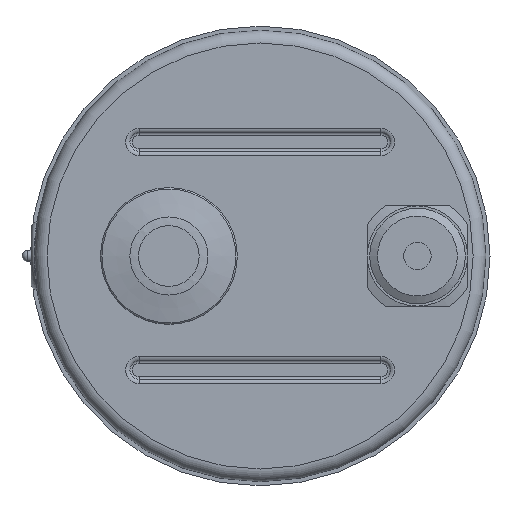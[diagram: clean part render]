
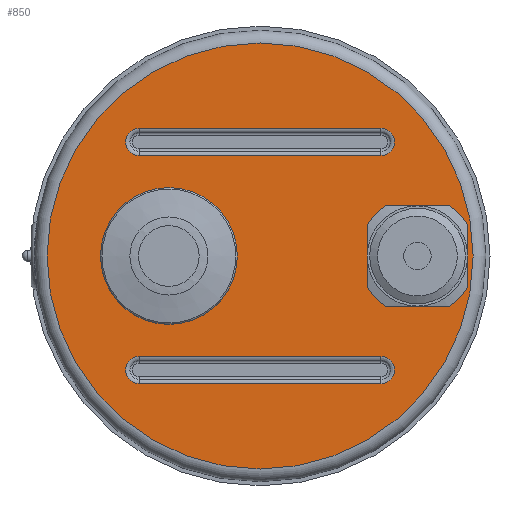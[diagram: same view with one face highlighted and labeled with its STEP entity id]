
A CAD part, front view. The second image highlights one B-rep face of the part: STEP entity #850.
In plain terms, the highlighted planar face has unit normal (0, -1, 0).
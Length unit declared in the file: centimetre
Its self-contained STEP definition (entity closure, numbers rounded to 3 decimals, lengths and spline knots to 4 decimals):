
#53=LINE('',#1337,#77);
#54=LINE('',#1340,#78);
#55=LINE('',#1343,#79);
#56=LINE('',#1347,#80);
#57=LINE('',#1353,#81);
#58=LINE('',#1357,#82);
#59=LINE('',#1361,#83);
#60=LINE('',#1365,#84);
#77=VECTOR('',#1057,5.3);
#78=VECTOR('',#1060,5.3);
#79=VECTOR('',#1061,5.3);
#80=VECTOR('',#1064,5.3);
#81=VECTOR('',#1069,1.3856);
#82=VECTOR('',#1072,1.3856);
#83=VECTOR('',#1075,1.3856);
#84=VECTOR('',#1078,1.3856);
#102=FACE_BOUND('',#215,.T.);
#103=FACE_BOUND('',#216,.T.);
#104=FACE_BOUND('',#217,.T.);
#105=FACE_BOUND('',#218,.T.);
#152=FACE_OUTER_BOUND('',#214,.T.);
#214=EDGE_LOOP('',(#558));
#215=EDGE_LOOP('',(#559,#560,#561,#562));
#216=EDGE_LOOP('',(#563,#564,#565,#566));
#217=EDGE_LOOP('',(#567));
#218=EDGE_LOOP('',(#568,#569,#570,#571,#572,#573,#574,#575));
#303=CIRCLE('',#917,4.67);
#304=CIRCLE('',#918,0.2973);
#305=CIRCLE('',#919,0.2973);
#306=CIRCLE('',#920,0.2973);
#307=CIRCLE('',#921,0.2973);
#308=CIRCLE('',#922,1.5);
#309=CIRCLE('',#923,1.3);
#310=CIRCLE('',#924,1.3);
#311=CIRCLE('',#925,1.3);
#312=CIRCLE('',#926,1.3);
#373=VERTEX_POINT('',#1331);
#374=VERTEX_POINT('',#1333);
#375=VERTEX_POINT('',#1334);
#376=VERTEX_POINT('',#1336);
#377=VERTEX_POINT('',#1338);
#378=VERTEX_POINT('',#1341);
#379=VERTEX_POINT('',#1342);
#380=VERTEX_POINT('',#1344);
#381=VERTEX_POINT('',#1346);
#382=VERTEX_POINT('',#1349);
#383=VERTEX_POINT('',#1351);
#384=VERTEX_POINT('',#1352);
#385=VERTEX_POINT('',#1354);
#386=VERTEX_POINT('',#1356);
#387=VERTEX_POINT('',#1358);
#388=VERTEX_POINT('',#1360);
#389=VERTEX_POINT('',#1362);
#390=VERTEX_POINT('',#1364);
#450=EDGE_CURVE('',#373,#373,#303,.T.);
#451=EDGE_CURVE('',#374,#375,#304,.T.);
#452=EDGE_CURVE('',#376,#374,#53,.T.);
#453=EDGE_CURVE('',#377,#376,#305,.T.);
#454=EDGE_CURVE('',#375,#377,#54,.T.);
#455=EDGE_CURVE('',#378,#379,#55,.T.);
#456=EDGE_CURVE('',#380,#378,#306,.T.);
#457=EDGE_CURVE('',#381,#380,#56,.T.);
#458=EDGE_CURVE('',#379,#381,#307,.T.);
#459=EDGE_CURVE('',#382,#382,#308,.T.);
#460=EDGE_CURVE('',#383,#384,#57,.T.);
#461=EDGE_CURVE('',#384,#385,#309,.T.);
#462=EDGE_CURVE('',#385,#386,#58,.T.);
#463=EDGE_CURVE('',#386,#387,#310,.T.);
#464=EDGE_CURVE('',#387,#388,#59,.T.);
#465=EDGE_CURVE('',#388,#389,#311,.T.);
#466=EDGE_CURVE('',#389,#390,#60,.T.);
#467=EDGE_CURVE('',#390,#383,#312,.T.);
#558=ORIENTED_EDGE('',*,*,#450,.F.);
#559=ORIENTED_EDGE('',*,*,#451,.F.);
#560=ORIENTED_EDGE('',*,*,#452,.F.);
#561=ORIENTED_EDGE('',*,*,#453,.F.);
#562=ORIENTED_EDGE('',*,*,#454,.F.);
#563=ORIENTED_EDGE('',*,*,#455,.F.);
#564=ORIENTED_EDGE('',*,*,#456,.F.);
#565=ORIENTED_EDGE('',*,*,#457,.F.);
#566=ORIENTED_EDGE('',*,*,#458,.F.);
#567=ORIENTED_EDGE('',*,*,#459,.T.);
#568=ORIENTED_EDGE('',*,*,#460,.T.);
#569=ORIENTED_EDGE('',*,*,#461,.T.);
#570=ORIENTED_EDGE('',*,*,#462,.T.);
#571=ORIENTED_EDGE('',*,*,#463,.T.);
#572=ORIENTED_EDGE('',*,*,#464,.T.);
#573=ORIENTED_EDGE('',*,*,#465,.T.);
#574=ORIENTED_EDGE('',*,*,#466,.T.);
#575=ORIENTED_EDGE('',*,*,#467,.T.);
#772=PLANE('',#916);
#850=ADVANCED_FACE('',(#152,#102,#103,#104,#105),#772,.F.);
#916=AXIS2_PLACEMENT_3D('',#1330,#1051,#1052);
#917=AXIS2_PLACEMENT_3D('',#1332,#1053,#1054);
#918=AXIS2_PLACEMENT_3D('',#1335,#1055,#1056);
#919=AXIS2_PLACEMENT_3D('',#1339,#1058,#1059);
#920=AXIS2_PLACEMENT_3D('',#1345,#1062,#1063);
#921=AXIS2_PLACEMENT_3D('',#1348,#1065,#1066);
#922=AXIS2_PLACEMENT_3D('',#1350,#1067,#1068);
#923=AXIS2_PLACEMENT_3D('',#1355,#1070,#1071);
#924=AXIS2_PLACEMENT_3D('',#1359,#1073,#1074);
#925=AXIS2_PLACEMENT_3D('',#1363,#1076,#1077);
#926=AXIS2_PLACEMENT_3D('',#1366,#1079,#1080);
#1051=DIRECTION('center_axis',(0.,1.,0.));
#1052=DIRECTION('ref_axis',(0.,0.,1.));
#1053=DIRECTION('center_axis',(0.,1.,0.));
#1054=DIRECTION('ref_axis',(0.,0.,-1.));
#1055=DIRECTION('center_axis',(0.,-1.,0.));
#1056=DIRECTION('ref_axis',(1.,0.,0.));
#1057=DIRECTION('',(1.,0.,0.));
#1058=DIRECTION('center_axis',(0.,-1.,0.));
#1059=DIRECTION('ref_axis',(-1.,0.,0.));
#1060=DIRECTION('',(-1.,0.,0.));
#1061=DIRECTION('',(1.,0.,0.));
#1062=DIRECTION('center_axis',(0.,-1.,0.));
#1063=DIRECTION('ref_axis',(-1.,0.,0.));
#1064=DIRECTION('',(-1.,0.,0.));
#1065=DIRECTION('center_axis',(0.,-1.,0.));
#1066=DIRECTION('ref_axis',(1.,0.,0.));
#1067=DIRECTION('center_axis',(0.,1.,0.));
#1068=DIRECTION('ref_axis',(1.,0.,0.));
#1069=DIRECTION('',(0.,0.,1.));
#1070=DIRECTION('center_axis',(0.,1.,0.));
#1071=DIRECTION('ref_axis',(1.,0.,0.));
#1072=DIRECTION('',(1.,0.,0.));
#1073=DIRECTION('center_axis',(0.,1.,0.));
#1074=DIRECTION('ref_axis',(1.,0.,0.));
#1075=DIRECTION('',(0.,0.,-1.));
#1076=DIRECTION('center_axis',(0.,1.,0.));
#1077=DIRECTION('ref_axis',(1.,0.,0.));
#1078=DIRECTION('',(-1.,0.,0.));
#1079=DIRECTION('center_axis',(0.,1.,0.));
#1080=DIRECTION('ref_axis',(1.,0.,0.));
#1330=CARTESIAN_POINT('Origin',(0.,3.6,0.));
#1331=CARTESIAN_POINT('',(-3.45,3.6,4.67));
#1332=CARTESIAN_POINT('Origin',(-3.45,3.6,0.));
#1333=CARTESIAN_POINT('',(-0.8,3.6,2.2027));
#1334=CARTESIAN_POINT('',(-0.8,3.6,2.7973));
#1335=CARTESIAN_POINT('Origin',(-0.8,3.6,2.5));
#1336=CARTESIAN_POINT('',(-6.1,3.6,2.2027));
#1337=CARTESIAN_POINT('',(-4.775,3.6,2.2027));
#1338=CARTESIAN_POINT('',(-6.1,3.6,2.7973));
#1339=CARTESIAN_POINT('Origin',(-6.1,3.6,2.5));
#1340=CARTESIAN_POINT('',(-2.125,3.6,2.7973));
#1341=CARTESIAN_POINT('',(-6.1,3.6,-2.7973));
#1342=CARTESIAN_POINT('',(-0.8,3.6,-2.7973));
#1343=CARTESIAN_POINT('',(-4.775,3.6,-2.7973));
#1344=CARTESIAN_POINT('',(-6.1,3.6,-2.2027));
#1345=CARTESIAN_POINT('Origin',(-6.1,3.6,-2.5));
#1346=CARTESIAN_POINT('',(-0.8,3.6,-2.2027));
#1347=CARTESIAN_POINT('',(-2.125,3.6,-2.2027));
#1348=CARTESIAN_POINT('Origin',(-0.8,3.6,-2.5));
#1349=CARTESIAN_POINT('',(-3.95,3.6,0.));
#1350=CARTESIAN_POINT('Origin',(-5.45,3.6,0.));
#1351=CARTESIAN_POINT('',(-1.1,3.6,-0.6928));
#1352=CARTESIAN_POINT('',(-1.1,3.6,0.6928));
#1353=CARTESIAN_POINT('',(-1.1,3.6,0.55));
#1354=CARTESIAN_POINT('',(-0.6928,3.6,1.1));
#1355=CARTESIAN_POINT('Origin',(0.,3.6,0.));
#1356=CARTESIAN_POINT('',(0.6928,3.6,1.1));
#1357=CARTESIAN_POINT('',(0.55,3.6,1.1));
#1358=CARTESIAN_POINT('',(1.1,3.6,0.6928));
#1359=CARTESIAN_POINT('Origin',(0.,3.6,0.));
#1360=CARTESIAN_POINT('',(1.1,3.6,-0.6928));
#1361=CARTESIAN_POINT('',(1.1,3.6,-0.55));
#1362=CARTESIAN_POINT('',(0.6928,3.6,-1.1));
#1363=CARTESIAN_POINT('Origin',(0.,3.6,0.));
#1364=CARTESIAN_POINT('',(-0.6928,3.6,-1.1));
#1365=CARTESIAN_POINT('',(-0.55,3.6,-1.1));
#1366=CARTESIAN_POINT('Origin',(0.,3.6,0.));
